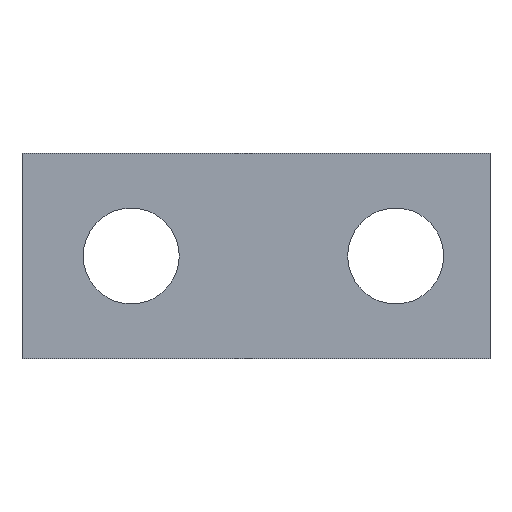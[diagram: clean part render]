
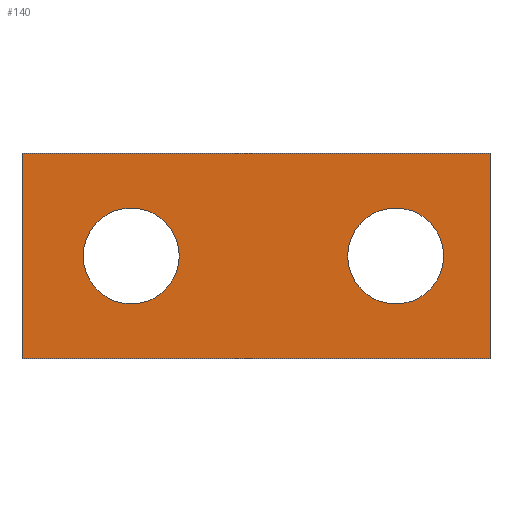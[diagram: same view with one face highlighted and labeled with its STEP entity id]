
A CAD part, top view. The second image highlights one B-rep face of the part: STEP entity #140.
In plain terms, the highlighted planar face has unit normal (0, 0, 1).
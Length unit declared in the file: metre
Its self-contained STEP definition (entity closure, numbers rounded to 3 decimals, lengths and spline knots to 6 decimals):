
#14=CIRCLE('',#162,0.005207);
#15=CIRCLE('',#163,0.005207);
#34=ORIENTED_EDGE('',*,*,#62,.T.);
#35=ORIENTED_EDGE('',*,*,#63,.T.);
#36=ORIENTED_EDGE('',*,*,#52,.F.);
#37=ORIENTED_EDGE('',*,*,#56,.T.);
#38=ORIENTED_EDGE('',*,*,#59,.T.);
#39=ORIENTED_EDGE('',*,*,#61,.F.);
#52=EDGE_CURVE('',#68,#69,#80,.T.);
#56=EDGE_CURVE('',#68,#71,#84,.T.);
#59=EDGE_CURVE('',#71,#73,#87,.T.);
#61=EDGE_CURVE('',#69,#73,#89,.T.);
#62=EDGE_CURVE('',#74,#74,#14,.F.);
#63=EDGE_CURVE('',#75,#75,#15,.F.);
#68=VERTEX_POINT('',#213);
#69=VERTEX_POINT('',#215);
#71=VERTEX_POINT('',#221);
#73=VERTEX_POINT('',#227);
#74=VERTEX_POINT('',#234);
#75=VERTEX_POINT('',#236);
#80=LINE('',#214,#92);
#84=LINE('',#222,#96);
#87=LINE('',#228,#99);
#89=LINE('',#231,#101);
#92=VECTOR('',#175,1.);
#96=VECTOR('',#181,1.);
#99=VECTOR('',#186,1.);
#101=VECTOR('',#190,1.);
#106=EDGE_LOOP('',(#34));
#107=EDGE_LOOP('',(#35));
#108=EDGE_LOOP('',(#36,#37,#38,#39));
#120=FACE_BOUND('',#106,.T.);
#121=FACE_BOUND('',#107,.T.);
#122=FACE_BOUND('',#108,.T.);
#134=PLANE('',#161);
#140=ADVANCED_FACE('',(#120,#121,#122),#134,.T.);
#161=AXIS2_PLACEMENT_3D('',#232,#191,#192);
#162=AXIS2_PLACEMENT_3D('',#233,#193,#194);
#163=AXIS2_PLACEMENT_3D('',#235,#195,#196);
#175=DIRECTION('',(-1.,0.,0.));
#181=DIRECTION('',(0.,1.,0.));
#186=DIRECTION('',(-1.,0.,0.));
#190=DIRECTION('',(0.,1.,0.));
#191=DIRECTION('',(0.,0.,1.));
#192=DIRECTION('',(1.,0.,0.));
#193=DIRECTION('',(0.,0.,1.));
#194=DIRECTION('',(1.,0.,0.));
#195=DIRECTION('',(0.,0.,1.));
#196=DIRECTION('',(1.,0.,0.));
#213=CARTESIAN_POINT('',(0.0254,-0.011176,0.00325));
#214=CARTESIAN_POINT('',(0.,-0.011176,0.00325));
#215=CARTESIAN_POINT('',(-0.0254,-0.011176,0.00325));
#221=CARTESIAN_POINT('',(0.0254,0.011176,0.00325));
#222=CARTESIAN_POINT('',(0.0254,0.,0.00325));
#227=CARTESIAN_POINT('',(-0.0254,0.011176,0.00325));
#228=CARTESIAN_POINT('',(0.,0.011176,0.00325));
#231=CARTESIAN_POINT('',(-0.0254,0.,0.00325));
#232=CARTESIAN_POINT('',(0.,0.,0.00325));
#233=CARTESIAN_POINT('',(-0.013545,0.,0.00325));
#234=CARTESIAN_POINT('',(-0.008338,0.,0.00325));
#235=CARTESIAN_POINT('',(0.015157,0.,0.00325));
#236=CARTESIAN_POINT('',(0.020364,0.,0.00325));
